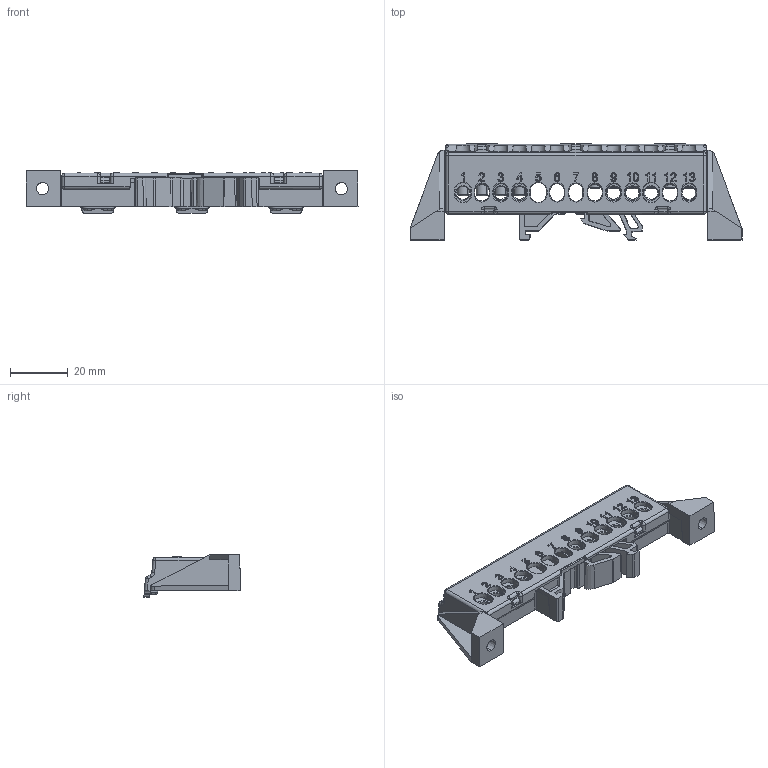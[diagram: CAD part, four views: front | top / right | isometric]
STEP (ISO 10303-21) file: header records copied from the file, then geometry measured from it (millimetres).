
FILE_DESCRIPTION (( 'STEP AP214' ), '1' );
FILE_NAME ('KSN-2-6x9 (04+06).STEP', '2023-11-03T11:47:10', ( '' ), ( '' ), 'SwSTEP 2.0', 'SolidWorks 2022', '' );
FILE_SCHEMA (( 'AUTOMOTIVE_DESIGN' ));
Length unit declared in the file: millimetre
Products named in the file (8): BHBT-3-6x9.06.00; Cover 13_obr; Holder 13-уклон_уклоны; BHBT-3-6x9.04.01; BHBT-3-6x9.04.00; BHBT-3-6x9.06.01; Винт М4х8; KSN-2-6x9 (04+06)
Assembly tree (16 placements, depth 3):
  KSN-2-6x9 (04+06)
    Holder 13-уклон_уклоны
    Cover 13_obr
    BHBT-3-6x9.04.00
      BHBT-3-6x9.04.01
      Винт М4х8  x4
    BHBT-3-6x9.06.00
      BHBT-3-6x9.06.01
      Винт М4х8  x6
Bounding box: 114.63 x 33.28 x 14.7 mm (x, y, z)
Volume: 16112 mm3; surface area: 21148.5 mm2
Topology: 14 solids, 14 shells, 1575 faces, 4299 edges, 2755 vertices
Faces by surface type: plane 782, cylinder 384, bspline 148, cone 140, torus 109, sphere 12
Entity records: 49704 total; most frequent: CARTESIAN_POINT 17624, ORIENTED_EDGE 7250, DIRECTION 5728, EDGE_CURVE 3625, VERTEX_POINT 2321, VECTOR 2216, LINE 2216, AXIS2_PLACEMENT_3D 1756
